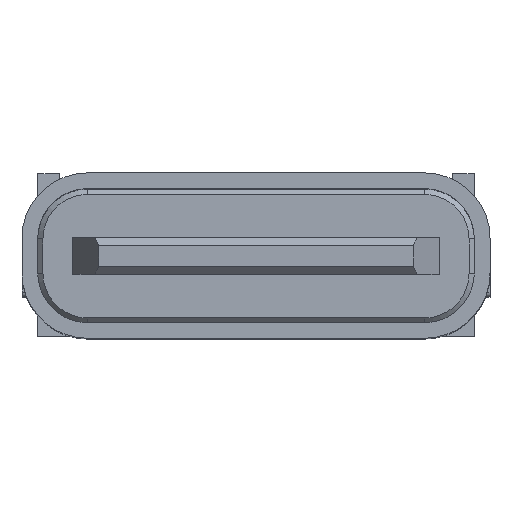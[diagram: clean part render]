
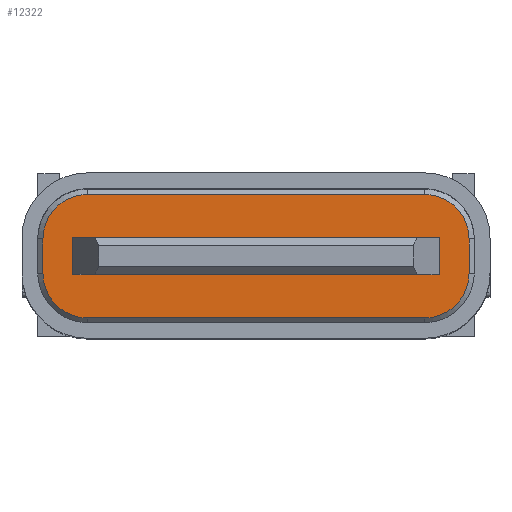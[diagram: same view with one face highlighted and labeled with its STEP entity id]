
A CAD part, top view. The second image highlights one B-rep face of the part: STEP entity #12322.
In plain terms, the highlighted planar face has unit normal (0, 0, 1).
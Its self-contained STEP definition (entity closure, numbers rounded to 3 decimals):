
#306 = EDGE_CURVE ( 'NONE', #3952, #17056, #19219, .T. ) ;
#333 = LINE ( 'NONE', #535, #6151 ) ;
#470 = DIRECTION ( 'NONE',  ( 1., 0., 0. ) ) ;
#535 = CARTESIAN_POINT ( 'NONE',  ( -4.07, 0.33, -1.5 ) ) ;
#613 = CARTESIAN_POINT ( 'NONE',  ( -3.22, 1.18, -1.5 ) ) ;
#720 = VECTOR ( 'NONE', #4570, 1000. ) ;
#889 = LINE ( 'NONE', #7164, #1192 ) ;
#924 = DIRECTION ( 'NONE',  ( -1., 0., 0. ) ) ;
#996 = DIRECTION ( 'NONE',  ( 1., 0., 0. ) ) ;
#1044 = PLANE ( 'NONE',  #6266 ) ;
#1192 = VECTOR ( 'NONE', #5618, 1000. ) ;
#1211 = VECTOR ( 'NONE', #12205, 1000. ) ;
#1380 = CARTESIAN_POINT ( 'NONE',  ( -3.22, 0.33, -1.5 ) ) ;
#1601 = EDGE_CURVE ( 'NONE', #13106, #4183, #4018, .T. ) ;
#1672 = ORIENTED_EDGE ( 'NONE', *, *, #5731, .F. ) ;
#2047 = VECTOR ( 'NONE', #10827, 1000. ) ;
#2073 = EDGE_CURVE ( 'NONE', #17056, #4465, #333, .T. ) ;
#2169 = DIRECTION ( 'NONE',  ( 1., 0., 0. ) ) ;
#2560 = LINE ( 'NONE', #18320, #2047 ) ;
#3137 = CARTESIAN_POINT ( 'NONE',  ( -3.22, 1.18, -1.5 ) ) ;
#3486 = CARTESIAN_POINT ( 'NONE',  ( 3.5, -0.35, -1.5 ) ) ;
#3516 = DIRECTION ( 'NONE',  ( 0., -1., 0. ) ) ;
#3912 = DIRECTION ( 'NONE',  ( 0., 0., 1. ) ) ;
#3937 = FACE_BOUND ( 'NONE', #4602, .T. ) ;
#3952 = VERTEX_POINT ( 'NONE', #3137 ) ;
#3980 = CARTESIAN_POINT ( 'NONE',  ( -4.07, 0.33, -1.5 ) ) ;
#4018 = LINE ( 'NONE', #19688, #17940 ) ;
#4183 = VERTEX_POINT ( 'NONE', #17644 ) ;
#4189 = EDGE_CURVE ( 'NONE', #4574, #13106, #9192, .T. ) ;
#4465 = VERTEX_POINT ( 'NONE', #16386 ) ;
#4508 = VECTOR ( 'NONE', #924, 1000. ) ;
#4570 = DIRECTION ( 'NONE',  ( -1., 0., 0. ) ) ;
#4574 = VERTEX_POINT ( 'NONE', #11314 ) ;
#4580 = CIRCLE ( 'NONE', #16121, 0.85 ) ;
#4602 = EDGE_LOOP ( 'NONE', ( #1672, #12239, #5514, #11118 ) ) ;
#4896 = CIRCLE ( 'NONE', #12169, 0.85 ) ;
#5183 = EDGE_CURVE ( 'NONE', #10877, #15918, #13776, .T. ) ;
#5417 = LINE ( 'NONE', #16367, #6948 ) ;
#5514 = ORIENTED_EDGE ( 'NONE', *, *, #1601, .F. ) ;
#5618 = DIRECTION ( 'NONE',  ( 0., 1., 0. ) ) ;
#5731 = EDGE_CURVE ( 'NONE', #15786, #4574, #16919, .T. ) ;
#6126 = DIRECTION ( 'NONE',  ( 0., 0., 1. ) ) ;
#6151 = VECTOR ( 'NONE', #3516, 1000. ) ;
#6266 = AXIS2_PLACEMENT_3D ( 'NONE', #18452, #9401, #20011 ) ;
#6307 = ORIENTED_EDGE ( 'NONE', *, *, #16767, .T. ) ;
#6552 = VERTEX_POINT ( 'NONE', #13563 ) ;
#6948 = VECTOR ( 'NONE', #470, 1000. ) ;
#7164 = CARTESIAN_POINT ( 'NONE',  ( 4.07, 0.33, -1.5 ) ) ;
#8072 = ORIENTED_EDGE ( 'NONE', *, *, #15185, .T. ) ;
#8841 = LINE ( 'NONE', #613, #4508 ) ;
#8902 = ORIENTED_EDGE ( 'NONE', *, *, #306, .T. ) ;
#9192 = LINE ( 'NONE', #9799, #720 ) ;
#9401 = DIRECTION ( 'NONE',  ( 0., 0., 1. ) ) ;
#9799 = CARTESIAN_POINT ( 'NONE',  ( -3.5, 0.35, -1.5 ) ) ;
#9860 = CARTESIAN_POINT ( 'NONE',  ( 4.07, 0.33, -1.5 ) ) ;
#10022 = DIRECTION ( 'NONE',  ( 0., -1., 0. ) ) ;
#10609 = CARTESIAN_POINT ( 'NONE',  ( -3.5, 0.35, -1.5 ) ) ;
#10631 = CARTESIAN_POINT ( 'NONE',  ( 3.5, -0.35, -1.5 ) ) ;
#10827 = DIRECTION ( 'NONE',  ( 1., 0., 0. ) ) ;
#10877 = VERTEX_POINT ( 'NONE', #18609 ) ;
#10977 = VERTEX_POINT ( 'NONE', #9860 ) ;
#11118 = ORIENTED_EDGE ( 'NONE', *, *, #4189, .F. ) ;
#11174 = CARTESIAN_POINT ( 'NONE',  ( -3.22, -0.33, -1.5 ) ) ;
#11314 = CARTESIAN_POINT ( 'NONE',  ( 3.5, 0.35, -1.5 ) ) ;
#12095 = CARTESIAN_POINT ( 'NONE',  ( 3.22, 0.33, -1.5 ) ) ;
#12169 = AXIS2_PLACEMENT_3D ( 'NONE', #11174, #12915, #12727 ) ;
#12205 = DIRECTION ( 'NONE',  ( 0., 1., 0. ) ) ;
#12239 = ORIENTED_EDGE ( 'NONE', *, *, #18662, .F. ) ;
#12322 = ADVANCED_FACE ( 'NONE', ( #16740, #3937 ), #1044, .T. ) ;
#12727 = DIRECTION ( 'NONE',  ( 1., 0., 0. ) ) ;
#12915 = DIRECTION ( 'NONE',  ( 0., 0., 1. ) ) ;
#13106 = VERTEX_POINT ( 'NONE', #10609 ) ;
#13452 = EDGE_CURVE ( 'NONE', #15918, #10977, #889, .T. ) ;
#13563 = CARTESIAN_POINT ( 'NONE',  ( 3.22, 1.18, -1.5 ) ) ;
#13776 = CIRCLE ( 'NONE', #20313, 0.85 ) ;
#14303 = ORIENTED_EDGE ( 'NONE', *, *, #5183, .T. ) ;
#15025 = EDGE_CURVE ( 'NONE', #4465, #16050, #4896, .T. ) ;
#15185 = EDGE_CURVE ( 'NONE', #6552, #3952, #8841, .T. ) ;
#15343 = CARTESIAN_POINT ( 'NONE',  ( 4.07, -0.33, -1.5 ) ) ;
#15493 = ORIENTED_EDGE ( 'NONE', *, *, #13452, .T. ) ;
#15512 = ORIENTED_EDGE ( 'NONE', *, *, #18153, .T. ) ;
#15525 = DIRECTION ( 'NONE',  ( 1., 0., 0. ) ) ;
#15743 = CARTESIAN_POINT ( 'NONE',  ( -3.22, -1.18, -1.5 ) ) ;
#15786 = VERTEX_POINT ( 'NONE', #3486 ) ;
#15918 = VERTEX_POINT ( 'NONE', #15343 ) ;
#16050 = VERTEX_POINT ( 'NONE', #15743 ) ;
#16121 = AXIS2_PLACEMENT_3D ( 'NONE', #12095, #3912, #2169 ) ;
#16189 = ORIENTED_EDGE ( 'NONE', *, *, #15025, .T. ) ;
#16367 = CARTESIAN_POINT ( 'NONE',  ( 3.22, -1.18, -1.5 ) ) ;
#16386 = CARTESIAN_POINT ( 'NONE',  ( -4.07, -0.33, -1.5 ) ) ;
#16677 = EDGE_LOOP ( 'NONE', ( #15512, #14303, #15493, #6307, #8072, #8902, #17968, #16189 ) ) ;
#16695 = CARTESIAN_POINT ( 'NONE',  ( 3.22, -0.33, -1.5 ) ) ;
#16740 = FACE_OUTER_BOUND ( 'NONE', #16677, .T. ) ;
#16767 = EDGE_CURVE ( 'NONE', #10977, #6552, #4580, .T. ) ;
#16790 = DIRECTION ( 'NONE',  ( 0., 0., 1. ) ) ;
#16919 = LINE ( 'NONE', #10631, #1211 ) ;
#17056 = VERTEX_POINT ( 'NONE', #3980 ) ;
#17644 = CARTESIAN_POINT ( 'NONE',  ( -3.5, -0.35, -1.5 ) ) ;
#17934 = AXIS2_PLACEMENT_3D ( 'NONE', #1380, #6126, #15525 ) ;
#17940 = VECTOR ( 'NONE', #10022, 1000. ) ;
#17968 = ORIENTED_EDGE ( 'NONE', *, *, #2073, .T. ) ;
#18153 = EDGE_CURVE ( 'NONE', #16050, #10877, #5417, .T. ) ;
#18320 = CARTESIAN_POINT ( 'NONE',  ( -3.5, -0.35, -1.5 ) ) ;
#18452 = CARTESIAN_POINT ( 'NONE',  ( 3.22, 0.33, -1.5 ) ) ;
#18609 = CARTESIAN_POINT ( 'NONE',  ( 3.22, -1.18, -1.5 ) ) ;
#18662 = EDGE_CURVE ( 'NONE', #4183, #15786, #2560, .T. ) ;
#19219 = CIRCLE ( 'NONE', #17934, 0.85 ) ;
#19688 = CARTESIAN_POINT ( 'NONE',  ( -3.5, -0.35, -1.5 ) ) ;
#20011 = DIRECTION ( 'NONE',  ( 1., 0., 0. ) ) ;
#20313 = AXIS2_PLACEMENT_3D ( 'NONE', #16695, #16790, #996 ) ;
